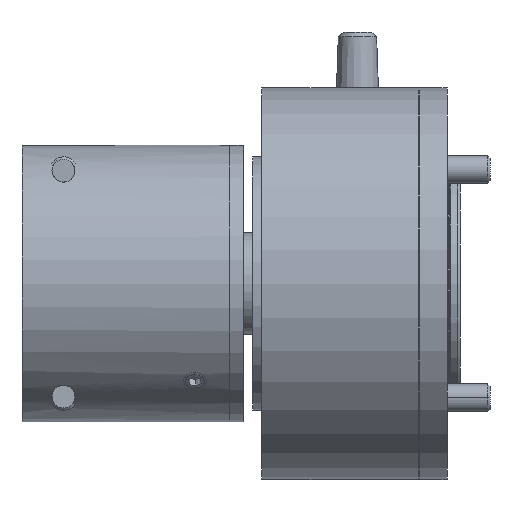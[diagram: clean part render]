
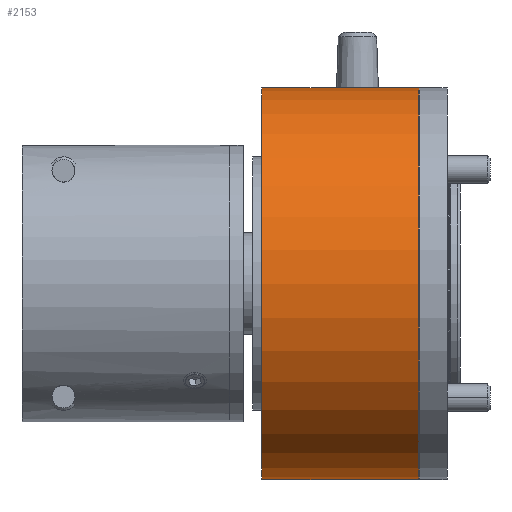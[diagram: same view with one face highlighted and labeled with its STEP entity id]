
A CAD part, front view. The second image highlights one B-rep face of the part: STEP entity #2153.
In plain terms, the highlighted cylindrical face has radius 42.5 mm (diameter 85 mm), a partial arc.
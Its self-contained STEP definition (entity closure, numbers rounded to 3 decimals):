
#81 = EDGE_CURVE ( 'NONE', #10399, #1420, #16941, .T. ) ;
#159 = VECTOR ( 'NONE', #10626, 1000. ) ;
#1420 = VERTEX_POINT ( 'NONE', #16468 ) ;
#2153 = ADVANCED_FACE ( 'NONE', ( #18803 ), #13264, .T. ) ;
#2718 = DIRECTION ( 'NONE',  ( -1., 0., 0. ) ) ;
#3049 = VECTOR ( 'NONE', #10114, 1000. ) ;
#3397 = ORIENTED_EDGE ( 'NONE', *, *, #17174, .T. ) ;
#4096 = CARTESIAN_POINT ( 'NONE',  ( -39.259, 0., 0. ) ) ;
#4154 = CIRCLE ( 'NONE', #12114, 42.5 ) ;
#4319 = ORIENTED_EDGE ( 'NONE', *, *, #13282, .T. ) ;
#4705 = ORIENTED_EDGE ( 'NONE', *, *, #81, .F. ) ;
#4993 = CARTESIAN_POINT ( 'NONE',  ( 36.8, 0., 0. ) ) ;
#5638 = DIRECTION ( 'NONE',  ( 0., 0., 1. ) ) ;
#7304 = CARTESIAN_POINT ( 'NONE',  ( 2.8, 0., 42.5 ) ) ;
#7661 = EDGE_LOOP ( 'NONE', ( #4705, #3397, #4319, #10110 ) ) ;
#7765 = EDGE_CURVE ( 'NONE', #1420, #19289, #4154, .T. ) ;
#8289 = LINE ( 'NONE', #8556, #3049 ) ;
#8511 = AXIS2_PLACEMENT_3D ( 'NONE', #4993, #15780, #15725 ) ;
#8556 = CARTESIAN_POINT ( 'NONE',  ( -39.259, 0., 42.5 ) ) ;
#8602 = CARTESIAN_POINT ( 'NONE',  ( 2.8, 0., 0. ) ) ;
#9081 = CARTESIAN_POINT ( 'NONE',  ( -39.259, 0., -42.5 ) ) ;
#10110 = ORIENTED_EDGE ( 'NONE', *, *, #7765, .F. ) ;
#10114 = DIRECTION ( 'NONE',  ( -1., 0., 0. ) ) ;
#10399 = VERTEX_POINT ( 'NONE', #11989 ) ;
#10626 = DIRECTION ( 'NONE',  ( -1., 0., 0. ) ) ;
#11270 = AXIS2_PLACEMENT_3D ( 'NONE', #4096, #2718, #13414 ) ;
#11989 = CARTESIAN_POINT ( 'NONE',  ( 36.8, 0., -42.5 ) ) ;
#12114 = AXIS2_PLACEMENT_3D ( 'NONE', #8602, #14821, #5638 ) ;
#13263 = CARTESIAN_POINT ( 'NONE',  ( 36.8, 0., 42.5 ) ) ;
#13264 = CYLINDRICAL_SURFACE ( 'NONE', #11270, 42.5 ) ;
#13282 = EDGE_CURVE ( 'NONE', #13965, #19289, #8289, .T. ) ;
#13414 = DIRECTION ( 'NONE',  ( 0., 0., 1. ) ) ;
#13965 = VERTEX_POINT ( 'NONE', #13263 ) ;
#14206 = CIRCLE ( 'NONE', #8511, 42.5 ) ;
#14821 = DIRECTION ( 'NONE',  ( -1., 0., 0. ) ) ;
#15725 = DIRECTION ( 'NONE',  ( 0., 0., 1. ) ) ;
#15780 = DIRECTION ( 'NONE',  ( -1., 0., 0. ) ) ;
#16468 = CARTESIAN_POINT ( 'NONE',  ( 2.8, 0., -42.5 ) ) ;
#16941 = LINE ( 'NONE', #9081, #159 ) ;
#17174 = EDGE_CURVE ( 'NONE', #10399, #13965, #14206, .T. ) ;
#18803 = FACE_OUTER_BOUND ( 'NONE', #7661, .T. ) ;
#19289 = VERTEX_POINT ( 'NONE', #7304 ) ;
